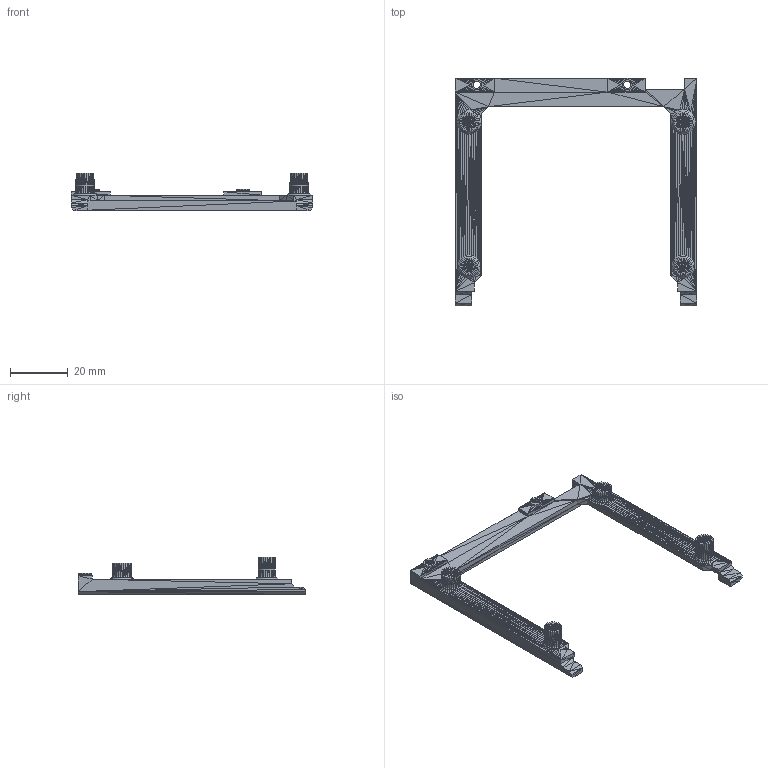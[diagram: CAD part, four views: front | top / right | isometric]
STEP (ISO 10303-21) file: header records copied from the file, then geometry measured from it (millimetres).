
FILE_DESCRIPTION((' Model'),'2;1');
FILE_NAME(' Shape Model','2024-06-04T22:45:47',(''),( ''),' ','','Unknown');
FILE_SCHEMA(('AUTOMOTIVE_DESIGN { 1 0 10303 214 1 1 1 1 }'));
Products named in the file (1):  STEP translator 7.5 1
Bounding box: 83.6 x 78.6 x 12.8 mm (x, y, z)
Surface area: 7105 mm2 (no closed solid volume)
Topology: 0 solids, 1 shells, 1818 faces, 2727 edges, 907 vertices
Faces by surface type: plane 1818
Entity records: 68189 total; most frequent: CARTESIAN_POINT 13634, DIRECTION 9092, ORIENTED_EDGE 5454, LINE 5454, VECTOR 5454, PCURVE 5454, DEFINITIONAL_REPRESENTATION 5454, EDGE_CURVE 2727
